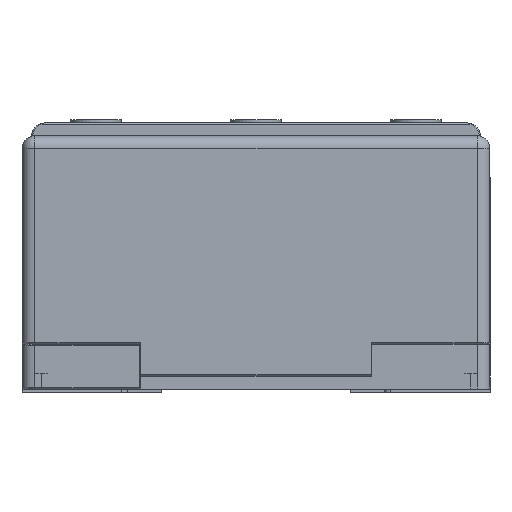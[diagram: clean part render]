
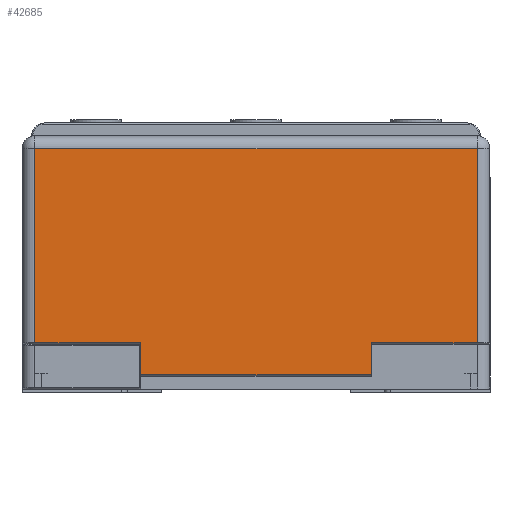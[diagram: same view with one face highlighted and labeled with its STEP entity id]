
A CAD part, left-side view. The second image highlights one B-rep face of the part: STEP entity #42685.
In plain terms, the highlighted planar face has unit normal (-1, 0, 0).
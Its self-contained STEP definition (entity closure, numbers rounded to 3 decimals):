
#3816 = DIRECTION ( 'NONE',  ( 0., 0., 1. ) ) ;
#4367 = VECTOR ( 'NONE', #51950, 1000. ) ;
#7738 = CARTESIAN_POINT ( 'NONE',  ( -153.425, -26.969, -3. ) ) ;
#9464 = EDGE_CURVE ( 'NONE', #16030, #51908, #43957, .T. ) ;
#9742 = ORIENTED_EDGE ( 'NONE', *, *, #9464, .T. ) ;
#9996 = ORIENTED_EDGE ( 'NONE', *, *, #44485, .T. ) ;
#11331 = DIRECTION ( 'NONE',  ( 0., -1., 0. ) ) ;
#12393 = EDGE_CURVE ( 'NONE', #12630, #16030, #23838, .T. ) ;
#12630 = VERTEX_POINT ( 'NONE', #16493 ) ;
#15230 = CARTESIAN_POINT ( 'NONE',  ( -153.425, 9.031, 2.2 ) ) ;
#16030 = VERTEX_POINT ( 'NONE', #68204 ) ;
#16181 = DIRECTION ( 'NONE',  ( 0., -1., 0. ) ) ;
#16288 = ORIENTED_EDGE ( 'NONE', *, *, #17406, .T. ) ;
#16355 = PLANE ( 'NONE',  #45144 ) ;
#16493 = CARTESIAN_POINT ( 'NONE',  ( -153.425, -43.469, 2.2 ) ) ;
#17406 = EDGE_CURVE ( 'NONE', #49013, #30908, #57206, .T. ) ;
#17809 = DIRECTION ( 'NONE',  ( 0., 0., 1. ) ) ;
#18084 = CARTESIAN_POINT ( 'NONE',  ( -153.425, 9.031, 2.2 ) ) ;
#20317 = EDGE_CURVE ( 'NONE', #48352, #46654, #64403, .T. ) ;
#22249 = CARTESIAN_POINT ( 'NONE',  ( -153.425, -45.469, 2. ) ) ;
#22409 = EDGE_CURVE ( 'NONE', #48352, #30908, #52381, .T. ) ;
#23838 = LINE ( 'NONE', #50181, #62391 ) ;
#25332 = EDGE_CURVE ( 'NONE', #46654, #64708, #39301, .T. ) ;
#25855 = EDGE_CURVE ( 'NONE', #64708, #12630, #43925, .T. ) ;
#26429 = DIRECTION ( 'NONE',  ( 1., 0., 0. ) ) ;
#27093 = FACE_OUTER_BOUND ( 'NONE', #46874, .T. ) ;
#27174 = CARTESIAN_POINT ( 'NONE',  ( -153.425, -26.969, -2.8 ) ) ;
#29267 = VECTOR ( 'NONE', #17809, 1000. ) ;
#30908 = VERTEX_POINT ( 'NONE', #18084 ) ;
#31474 = CARTESIAN_POINT ( 'NONE',  ( -153.425, -26.969, 2.2 ) ) ;
#32568 = VECTOR ( 'NONE', #43548, 1000. ) ;
#34970 = LINE ( 'NONE', #67253, #4367 ) ;
#37510 = DIRECTION ( 'NONE',  ( 0., -1., 0. ) ) ;
#39301 = LINE ( 'NONE', #7738, #29267 ) ;
#41011 = ORIENTED_EDGE ( 'NONE', *, *, #25332, .T. ) ;
#42685 = ADVANCED_FACE ( 'NONE', ( #27093 ), #16355, .F. ) ;
#43548 = DIRECTION ( 'NONE',  ( 0., -1., 0. ) ) ;
#43925 = LINE ( 'NONE', #64069, #55969 ) ;
#43957 = LINE ( 'NONE', #65128, #59917 ) ;
#44485 = EDGE_CURVE ( 'NONE', #51908, #49013, #34970, .T. ) ;
#44924 = CARTESIAN_POINT ( 'NONE',  ( -153.425, 25.531, 32.5 ) ) ;
#45144 = AXIS2_PLACEMENT_3D ( 'NONE', #22249, #26429, #37510 ) ;
#45300 = VECTOR ( 'NONE', #3816, 1000. ) ;
#46654 = VERTEX_POINT ( 'NONE', #27174 ) ;
#46874 = EDGE_LOOP ( 'NONE', ( #47261, #59315, #41011, #52660, #60753, #9742, #9996, #16288 ) ) ;
#47261 = ORIENTED_EDGE ( 'NONE', *, *, #22409, .F. ) ;
#48352 = VERTEX_POINT ( 'NONE', #50321 ) ;
#48766 = CARTESIAN_POINT ( 'NONE',  ( -153.425, -26.969, -2.8 ) ) ;
#49013 = VERTEX_POINT ( 'NONE', #65109 ) ;
#49841 = DIRECTION ( 'NONE',  ( 0., 0., 1. ) ) ;
#50181 = CARTESIAN_POINT ( 'NONE',  ( -153.425, -43.469, 2. ) ) ;
#50321 = CARTESIAN_POINT ( 'NONE',  ( -153.425, 9.031, -2.8 ) ) ;
#51908 = VERTEX_POINT ( 'NONE', #44924 ) ;
#51950 = DIRECTION ( 'NONE',  ( 0., 0., -1. ) ) ;
#52381 = LINE ( 'NONE', #61434, #45300 ) ;
#52660 = ORIENTED_EDGE ( 'NONE', *, *, #25855, .T. ) ;
#55969 = VECTOR ( 'NONE', #11331, 1000. ) ;
#57206 = LINE ( 'NONE', #15230, #32568 ) ;
#59315 = ORIENTED_EDGE ( 'NONE', *, *, #20317, .T. ) ;
#59571 = DIRECTION ( 'NONE',  ( 0., 1., 0. ) ) ;
#59917 = VECTOR ( 'NONE', #59571, 1000. ) ;
#60753 = ORIENTED_EDGE ( 'NONE', *, *, #12393, .T. ) ;
#61434 = CARTESIAN_POINT ( 'NONE',  ( -153.425, 9.031, -3. ) ) ;
#62391 = VECTOR ( 'NONE', #49841, 1000. ) ;
#64069 = CARTESIAN_POINT ( 'NONE',  ( -153.425, -43.469, 2.2 ) ) ;
#64403 = LINE ( 'NONE', #48766, #65174 ) ;
#64708 = VERTEX_POINT ( 'NONE', #31474 ) ;
#65109 = CARTESIAN_POINT ( 'NONE',  ( -153.425, 25.531, 2.2 ) ) ;
#65128 = CARTESIAN_POINT ( 'NONE',  ( -153.425, -45.469, 32.5 ) ) ;
#65174 = VECTOR ( 'NONE', #16181, 1000. ) ;
#67253 = CARTESIAN_POINT ( 'NONE',  ( -153.425, 25.531, 2. ) ) ;
#68204 = CARTESIAN_POINT ( 'NONE',  ( -153.425, -43.469, 32.5 ) ) ;
